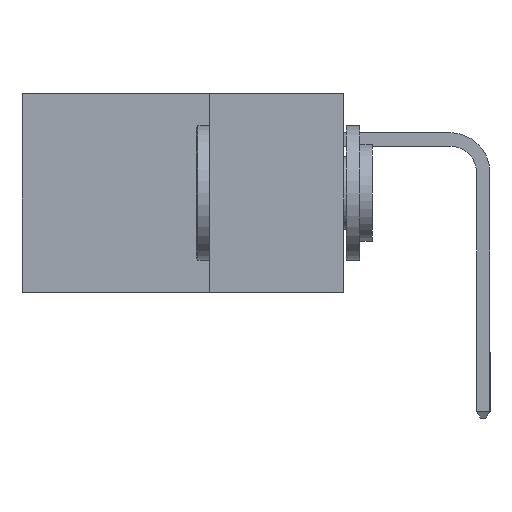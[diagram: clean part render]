
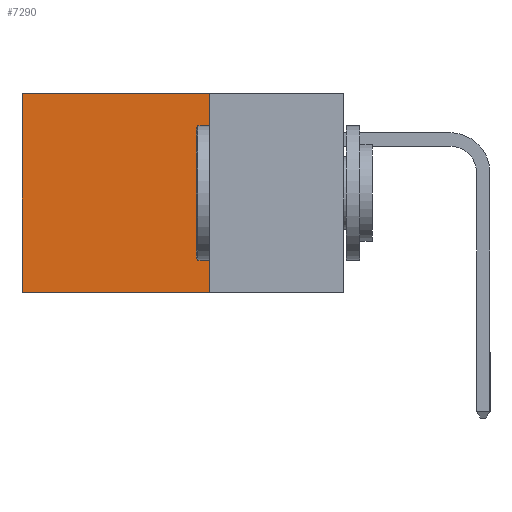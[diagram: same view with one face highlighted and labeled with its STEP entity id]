
A CAD part, left-side view. The second image highlights one B-rep face of the part: STEP entity #7290.
In plain terms, the highlighted planar face has unit normal (-1, 0, 0).
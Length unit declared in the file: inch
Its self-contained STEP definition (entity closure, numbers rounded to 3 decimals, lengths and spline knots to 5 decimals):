
#166 = VERTEX_POINT ( 'NONE', #6215 ) ;
#172 = DIRECTION ( 'NONE',  ( 0., 0., -1. ) ) ;
#278 = LINE ( 'NONE', #5330, #4843 ) ;
#288 = LINE ( 'NONE', #5666, #7455 ) ;
#310 = CARTESIAN_POINT ( 'NONE',  ( 0.2615, 0.25, -0.37 ) ) ;
#346 = VERTEX_POINT ( 'NONE', #310 ) ;
#535 = AXIS2_PLACEMENT_3D ( 'NONE', #3014, #1561, #2385 ) ;
#789 = PLANE ( 'NONE',  #535 ) ;
#1135 = ORIENTED_EDGE ( 'NONE', *, *, #3870, .T. ) ;
#1515 = FACE_OUTER_BOUND ( 'NONE', #2109, .T. ) ;
#1561 = DIRECTION ( 'NONE',  ( 1., 0., 0. ) ) ;
#1995 = CARTESIAN_POINT ( 'NONE',  ( 0.2615, 0.25, -0.37 ) ) ;
#2109 = EDGE_LOOP ( 'NONE', ( #1135, #7390, #2123, #8947 ) ) ;
#2123 = ORIENTED_EDGE ( 'NONE', *, *, #4348, .F. ) ;
#2236 = VERTEX_POINT ( 'NONE', #2319 ) ;
#2319 = CARTESIAN_POINT ( 'NONE',  ( 0.2615, 0.6, -0.37 ) ) ;
#2385 = DIRECTION ( 'NONE',  ( 0., 0., -1. ) ) ;
#2556 = DIRECTION ( 'NONE',  ( 0., 1., 0. ) ) ;
#2825 = VECTOR ( 'NONE', #4168, 39.37008 ) ;
#3014 = CARTESIAN_POINT ( 'NONE',  ( 0.2615, 0.25, -0.37 ) ) ;
#3021 = EDGE_CURVE ( 'NONE', #346, #2236, #5000, .T. ) ;
#3303 = VECTOR ( 'NONE', #2556, 39.37008 ) ;
#3870 = EDGE_CURVE ( 'NONE', #166, #2236, #278, .T. ) ;
#4168 = DIRECTION ( 'NONE',  ( 0., 1., 0. ) ) ;
#4348 = EDGE_CURVE ( 'NONE', #9174, #346, #288, .T. ) ;
#4843 = VECTOR ( 'NONE', #172, 39.37008 ) ;
#5000 = LINE ( 'NONE', #1995, #2825 ) ;
#5016 = EDGE_CURVE ( 'NONE', #9174, #166, #9172, .T. ) ;
#5330 = CARTESIAN_POINT ( 'NONE',  ( 0.2615, 0.6, -0.37 ) ) ;
#5666 = CARTESIAN_POINT ( 'NONE',  ( 0.2615, 0.25, -0.37 ) ) ;
#6215 = CARTESIAN_POINT ( 'NONE',  ( 0.2615, 0.6, 0. ) ) ;
#7188 = CARTESIAN_POINT ( 'NONE',  ( 0.2615, 0.25, 0. ) ) ;
#7290 = ADVANCED_FACE ( 'NONE', ( #1515 ), #789, .F. ) ;
#7390 = ORIENTED_EDGE ( 'NONE', *, *, #3021, .F. ) ;
#7455 = VECTOR ( 'NONE', #9325, 39.37008 ) ;
#8947 = ORIENTED_EDGE ( 'NONE', *, *, #5016, .T. ) ;
#9172 = LINE ( 'NONE', #7188, #3303 ) ;
#9174 = VERTEX_POINT ( 'NONE', #9438 ) ;
#9325 = DIRECTION ( 'NONE',  ( 0., 0., -1. ) ) ;
#9438 = CARTESIAN_POINT ( 'NONE',  ( 0.2615, 0.25, 0. ) ) ;
